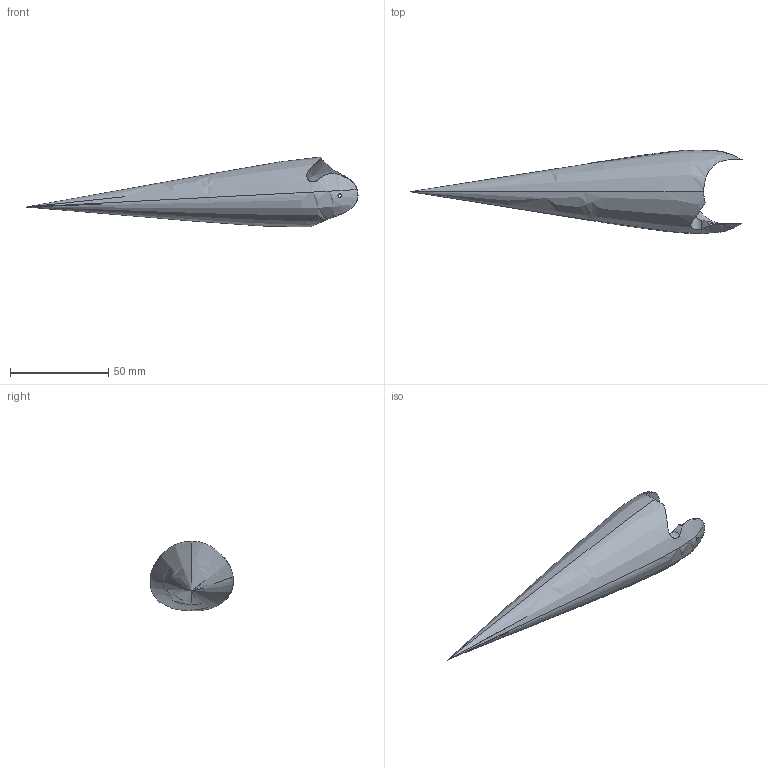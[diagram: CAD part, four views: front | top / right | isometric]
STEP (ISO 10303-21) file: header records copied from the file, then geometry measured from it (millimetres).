
FILE_DESCRIPTION(/* description */ ('Artwork for the Left Nacelle Arm, as used in the MiniHawk-VTOL, released to the VTOL community for implementing on other aircraft. Please give credit to me (Steve Carlson) for the design, but feel free to mod and remix. June 18 2022.'),/* implementation_level */ '2;1');
FILE_NAME(/* name */ 'MH7_NacelleArm_RELEASED_v2p1.stp',/* time_stamp */ '2022-06-18T23:21:28-07:00',/* author */ ('Steve Carlson'),/* organization */ (''),/* preprocessor_version */ 'ST-DEVELOPER v17.2',/* originating_system */ 'Autodesk Inventor 2019',/* authorisation */ '');
FILE_SCHEMA (('AUTOMOTIVE_DESIGN { 1 0 10303 214 3 1 1 }'));
Length unit declared in the file: millimetre
Products named in the file (1): MH7_NacelleRedesign_4Nov2021
Bounding box: 169.22 x 42.54 x 35.55 mm (x, y, z)
Volume: 62871.6 mm3; surface area: 13876.1 mm2
Topology: 1 solids, 1 shells, 23 faces, 64 edges, 39 vertices
Faces by surface type: bspline 13, cylinder 5, plane 5
Full cylindrical faces by diameter (mm): 1.8 x2
Entity records: 2738 total; most frequent: CARTESIAN_POINT 2221, ORIENTED_EDGE 124, EDGE_CURVE 62, DIRECTION 56, B_SPLINE_CURVE_WITH_KNOTS 42, VERTEX_POINT 41, EDGE_LOOP 27, AXIS2_PLACEMENT_3D 25
